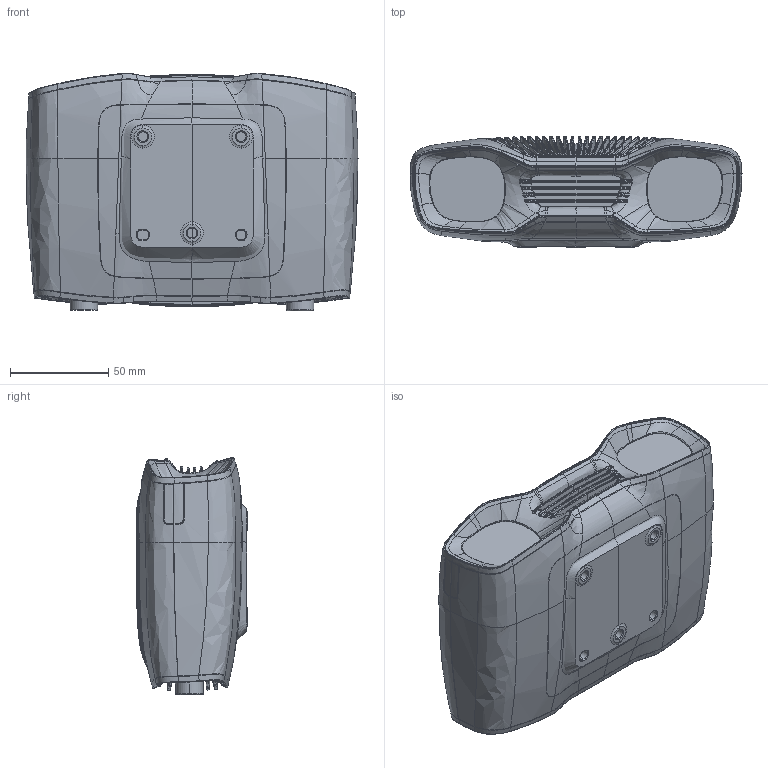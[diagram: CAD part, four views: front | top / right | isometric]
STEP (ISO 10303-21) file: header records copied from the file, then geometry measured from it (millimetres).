
FILE_DESCRIPTION (( 'STEP AP203' ), '1' );
FILE_NAME ('Zivid Two Enclosure.STEP', '2023-05-16T11:40:26', ( '' ), ( '' ), 'SwSTEP 2.0', 'SolidWorks 2021', '' );
FILE_SCHEMA (( 'CONFIG_CONTROL_DESIGN' ));
Products named in the file (1): Zivid Two Enclosure
Bounding box: 169 x 56.5 x 120.92 mm (x, y, z)
Volume: 822013.8 mm3; surface area: 80964.4 mm2
Topology: 1 solids, 1 shells, 3329 faces, 8046 edges, 4667 vertices
Faces by surface type: bspline 3014, plane 106, torus 78, cone 68, cylinder 63
Entity records: 531414 total; most frequent: CARTESIAN_POINT 478075, ORIENTED_EDGE 15968, EDGE_CURVE 7984, B_SPLINE_CURVE_WITH_KNOTS 6911, VERTEX_POINT 4667, EDGE_LOOP 3339, FACE_OUTER_BOUND 3329, ADVANCED_FACE 3329
